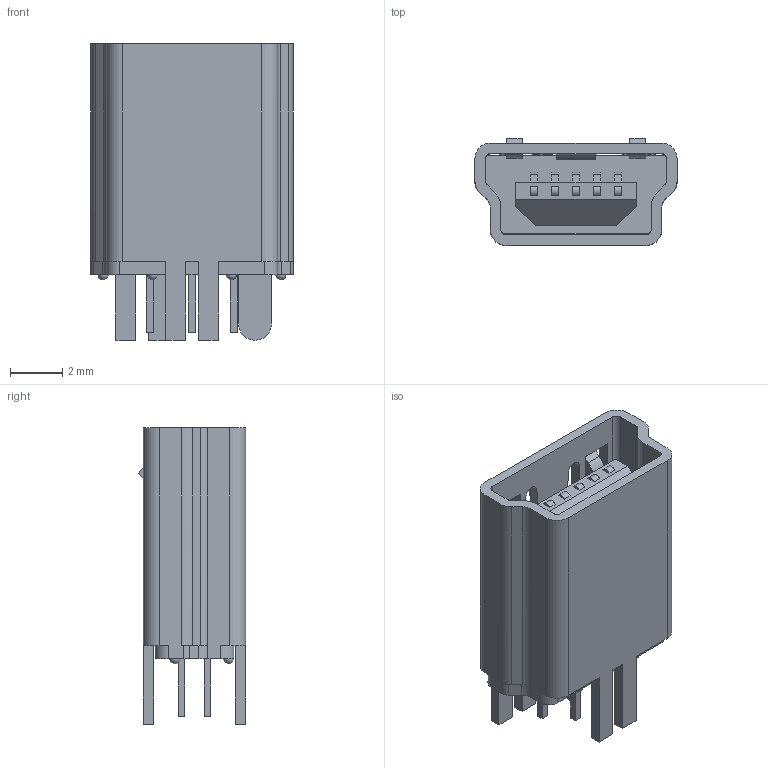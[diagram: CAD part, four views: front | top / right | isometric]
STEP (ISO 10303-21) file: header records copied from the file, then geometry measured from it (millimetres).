
FILE_DESCRIPTION(/* description */ (''),/* implementation_level */ '2;1');
FILE_NAME(/* name */ 'TE_1734753-1.stp',/* time_stamp */ '2020-08-13T01:16:15-04:00',/* author */ ('Ishaan'),/* organization */ ('Tyco Electronics Ltd.'),/* preprocessor_version */ 'ST-DEVELOPER v18',/* originating_system */ 'Autodesk Inventor 2020',/* authorisation */ '');
FILE_SCHEMA (('AUTOMOTIVE_DESIGN { 1 0 10303 214 3 1 1 }'));
Length unit declared in the file: millimetre
Products named in the file (1): c-1734753-1-a-3d
Bounding box: 7.7 x 4.09 x 11.3 mm (x, y, z)
Volume: 158.7 mm3; surface area: 529.2 mm2
Topology: 1 solids, 1 shells, 209 faces, 572 edges, 377 vertices
Faces by surface type: plane 153, cylinder 52, sphere 4
Entity records: 6725 total; most frequent: CARTESIAN_POINT 1163, ORIENTED_EDGE 1136, DIRECTION 1113, EDGE_CURVE 568, LINE 439, VECTOR 439, VERTEX_POINT 377, AXIS2_PLACEMENT_3D 337
